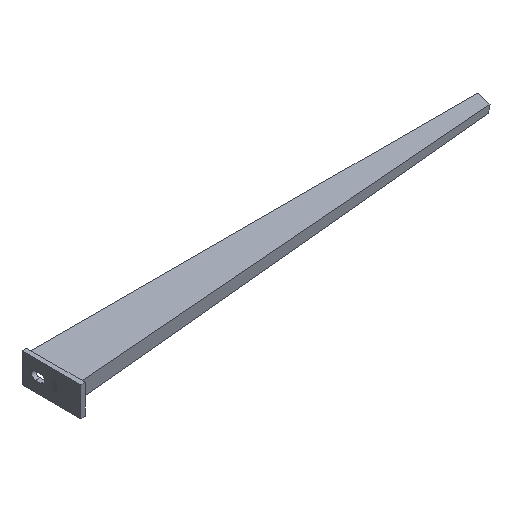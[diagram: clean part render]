
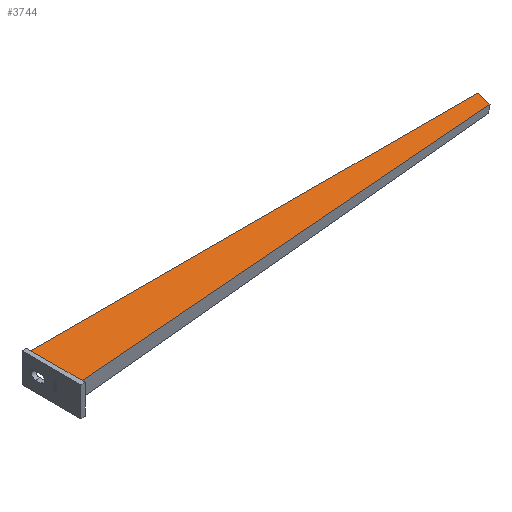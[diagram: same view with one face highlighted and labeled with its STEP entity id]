
A CAD part, isometric view. The second image highlights one B-rep face of the part: STEP entity #3744.
In plain terms, the highlighted planar face has unit normal (0, 0, 1).
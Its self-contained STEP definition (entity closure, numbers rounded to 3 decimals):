
#9 = EDGE_CURVE ( 'NONE', #319, #1698, #3113, .T. ) ;
#18 = CARTESIAN_POINT ( 'NONE',  ( 0.14, -57.492, 0. ) ) ;
#32 = LINE ( 'NONE', #520, #5338 ) ;
#39 = CARTESIAN_POINT ( 'NONE',  ( 609.982, 8.796, 0. ) ) ;
#56 = DIRECTION ( 'NONE',  ( 1., 0., 0. ) ) ;
#57 = ORIENTED_EDGE ( 'NONE', *, *, #4506, .F. ) ;
#63 = DIRECTION ( 'NONE',  ( 0.259, 0.966, 0. ) ) ;
#73 = DIRECTION ( 'NONE',  ( 0., 0., -1. ) ) ;
#319 = VERTEX_POINT ( 'NONE', #1467 ) ;
#335 = EDGE_CURVE ( 'NONE', #6158, #1018, #2948, .T. ) ;
#471 = CARTESIAN_POINT ( 'NONE',  ( 605.546, -9.941, 0. ) ) ;
#491 = ORIENTED_EDGE ( 'NONE', *, *, #5210, .T. ) ;
#520 = CARTESIAN_POINT ( 'NONE',  ( 610., 8.77, 0. ) ) ;
#667 = EDGE_CURVE ( 'NONE', #6119, #6158, #5833, .T. ) ;
#713 = CARTESIAN_POINT ( 'NONE',  ( 4.579, -57.664, 0. ) ) ;
#794 = CARTESIAN_POINT ( 'NONE',  ( 610., 8.895, 0. ) ) ;
#839 = VERTEX_POINT ( 'NONE', #2096 ) ;
#962 = CARTESIAN_POINT ( 'NONE',  ( 0., -55.73, 0. ) ) ;
#979 = CARTESIAN_POINT ( 'NONE',  ( 609.994, 8.862, 0. ) ) ;
#988 = CARTESIAN_POINT ( 'NONE',  ( 0.057, -56.449, 0. ) ) ;
#1002 = VECTOR ( 'NONE', #5122, 1000. ) ;
#1018 = VERTEX_POINT ( 'NONE', #2707 ) ;
#1102 = DIRECTION ( 'NONE',  ( -0.997, -0.079, 0. ) ) ;
#1182 = B_SPLINE_CURVE_WITH_KNOTS ( 'NONE', 3,
 ( #4532, #1991, #3977, #3913, #3426, #2516, #39, #5888, #979, #6407 ),
 .UNSPECIFIED., .F., .F.,
 ( 4, 3, 3, 4 ),
 ( 0.002, 0.002, 0.002, 0.002 ),
 .UNSPECIFIED. ) ;
#1208 = DIRECTION ( 'NONE',  ( -1., 0., 0. ) ) ;
#1230 = ORIENTED_EDGE ( 'NONE', *, *, #1828, .F. ) ;
#1246 = VECTOR ( 'NONE', #3435, 1000. ) ;
#1323 = AXIS2_PLACEMENT_3D ( 'NONE', #4536, #73, #1208 ) ;
#1335 = DIRECTION ( 'NONE',  ( 0., 1., 0. ) ) ;
#1361 = CARTESIAN_POINT ( 'NONE',  ( 605.614, -8.754, 0. ) ) ;
#1366 = CARTESIAN_POINT ( 'NONE',  ( 0., 0., 0. ) ) ;
#1467 = CARTESIAN_POINT ( 'NONE',  ( 610., 12., 0. ) ) ;
#1489 = B_SPLINE_CURVE_WITH_KNOTS ( 'NONE', 3,
 ( #6416, #5342, #5795, #1361, #1971, #2883 ),
 .UNSPECIFIED., .F., .F.,
 ( 4, 2, 4 ),
 ( 0.004, 0.006, 0.008 ),
 .UNSPECIFIED. ) ;
#1698 = VERTEX_POINT ( 'NONE', #794 ) ;
#1828 = EDGE_CURVE ( 'NONE', #3811, #5772, #1489, .T. ) ;
#1971 = CARTESIAN_POINT ( 'NONE',  ( 605.571, -9.347, 0. ) ) ;
#1991 = CARTESIAN_POINT ( 'NONE',  ( 609.934, 8.533, 0. ) ) ;
#2006 = ORIENTED_EDGE ( 'NONE', *, *, #9, .F. ) ;
#2051 = VECTOR ( 'NONE', #1102, 1000. ) ;
#2096 = CARTESIAN_POINT ( 'NONE',  ( 0.181, -58.013, 0. ) ) ;
#2119 = ORIENTED_EDGE ( 'NONE', *, *, #335, .T. ) ;
#2322 = CARTESIAN_POINT ( 'NONE',  ( 0., -54.516, 0. ) ) ;
#2334 = VERTEX_POINT ( 'NONE', #4383 ) ;
#2370 = LINE ( 'NONE', #1366, #4343 ) ;
#2373 = CARTESIAN_POINT ( 'NONE',  ( 0.033, -55.805, 0. ) ) ;
#2430 = CARTESIAN_POINT ( 'NONE',  ( 0.181, -58.013, 0. ) ) ;
#2516 = CARTESIAN_POINT ( 'NONE',  ( 609.97, 8.73, 0. ) ) ;
#2546 = PLANE ( 'NONE',  #1323 ) ;
#2707 = CARTESIAN_POINT ( 'NONE',  ( 0.057, -56.449, 0. ) ) ;
#2883 = CARTESIAN_POINT ( 'NONE',  ( 605.546, -9.941, 0. ) ) ;
#2906 = EDGE_CURVE ( 'NONE', #3811, #3183, #32, .T. ) ;
#2948 = B_SPLINE_CURVE_WITH_KNOTS ( 'NONE', 3,
 ( #3378, #2992, #2373, #4936 ),
 .UNSPECIFIED., .F., .F.,
 ( 4, 4 ),
 ( 0.007, 0.009 ),
 .UNSPECIFIED. ) ;
#2992 = CARTESIAN_POINT ( 'NONE',  ( 0.016, -55.16, 0. ) ) ;
#3039 = FACE_OUTER_BOUND ( 'NONE', #5050, .T. ) ;
#3113 = LINE ( 'NONE', #3515, #1002 ) ;
#3182 = LINE ( 'NONE', #713, #2051 ) ;
#3183 = VERTEX_POINT ( 'NONE', #5837 ) ;
#3378 = CARTESIAN_POINT ( 'NONE',  ( 0., -54.516, 0. ) ) ;
#3426 = CARTESIAN_POINT ( 'NONE',  ( 609.958, 8.664, 0. ) ) ;
#3435 = DIRECTION ( 'NONE',  ( 0., -1., 0. ) ) ;
#3515 = CARTESIAN_POINT ( 'NONE',  ( 610., 0., 0. ) ) ;
#3744 = ADVANCED_FACE ( 'NONE', ( #3039 ), #2546, .F. ) ;
#3811 = VERTEX_POINT ( 'NONE', #5548 ) ;
#3868 = ORIENTED_EDGE ( 'NONE', *, *, #5307, .F. ) ;
#3913 = CARTESIAN_POINT ( 'NONE',  ( 609.946, 8.599, 0. ) ) ;
#3977 = CARTESIAN_POINT ( 'NONE',  ( 609.94, 8.566, 0. ) ) ;
#4215 = B_SPLINE_CURVE_WITH_KNOTS ( 'NONE', 3,
 ( #2430, #18, #5403, #988 ),
 .UNSPECIFIED., .F., .F.,
 ( 4, 4 ),
 ( 0.007, 0.009 ),
 .UNSPECIFIED. ) ;
#4252 = CARTESIAN_POINT ( 'NONE',  ( 0., 8.5, 0. ) ) ;
#4306 = EDGE_CURVE ( 'NONE', #6119, #2334, #2370, .T. ) ;
#4343 = VECTOR ( 'NONE', #1335, 1000. ) ;
#4383 = CARTESIAN_POINT ( 'NONE',  ( 0., 12., 0. ) ) ;
#4389 = VECTOR ( 'NONE', #56, 1000. ) ;
#4506 = EDGE_CURVE ( 'NONE', #2334, #319, #4995, .T. ) ;
#4516 = CARTESIAN_POINT ( 'NONE',  ( 0., 12., 0. ) ) ;
#4532 = CARTESIAN_POINT ( 'NONE',  ( 609.928, 8.5, 0. ) ) ;
#4536 = CARTESIAN_POINT ( 'NONE',  ( 0., 0., 0. ) ) ;
#4936 = CARTESIAN_POINT ( 'NONE',  ( 0.057, -56.449, 0. ) ) ;
#4995 = LINE ( 'NONE', #4516, #4389 ) ;
#5050 = EDGE_LOOP ( 'NONE', ( #5297, #2119, #5876, #3868, #1230, #5153, #491, #2006, #57, #5903 ) ) ;
#5122 = DIRECTION ( 'NONE',  ( 0., -1., 0. ) ) ;
#5153 = ORIENTED_EDGE ( 'NONE', *, *, #2906, .T. ) ;
#5210 = EDGE_CURVE ( 'NONE', #3183, #1698, #1182, .T. ) ;
#5297 = ORIENTED_EDGE ( 'NONE', *, *, #667, .T. ) ;
#5307 = EDGE_CURVE ( 'NONE', #5772, #839, #3182, .T. ) ;
#5338 = VECTOR ( 'NONE', #63, 1000. ) ;
#5342 = CARTESIAN_POINT ( 'NONE',  ( 605.841, -6.986, 0. ) ) ;
#5403 = CARTESIAN_POINT ( 'NONE',  ( 0.098, -56.97, 0. ) ) ;
#5548 = CARTESIAN_POINT ( 'NONE',  ( 605.936, -6.399, 0. ) ) ;
#5772 = VERTEX_POINT ( 'NONE', #471 ) ;
#5795 = CARTESIAN_POINT ( 'NONE',  ( 605.749, -7.573, 0. ) ) ;
#5833 = LINE ( 'NONE', #962, #1246 ) ;
#5837 = CARTESIAN_POINT ( 'NONE',  ( 609.928, 8.5, 0. ) ) ;
#5876 = ORIENTED_EDGE ( 'NONE', *, *, #6373, .F. ) ;
#5888 = CARTESIAN_POINT ( 'NONE',  ( 609.988, 8.829, 0. ) ) ;
#5903 = ORIENTED_EDGE ( 'NONE', *, *, #4306, .F. ) ;
#6119 = VERTEX_POINT ( 'NONE', #4252 ) ;
#6158 = VERTEX_POINT ( 'NONE', #2322 ) ;
#6373 = EDGE_CURVE ( 'NONE', #839, #1018, #4215, .T. ) ;
#6407 = CARTESIAN_POINT ( 'NONE',  ( 610., 8.895, 0. ) ) ;
#6416 = CARTESIAN_POINT ( 'NONE',  ( 605.936, -6.399, 0. ) ) ;
